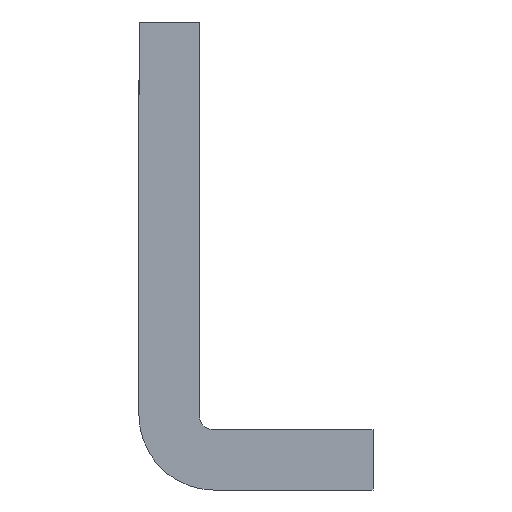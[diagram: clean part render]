
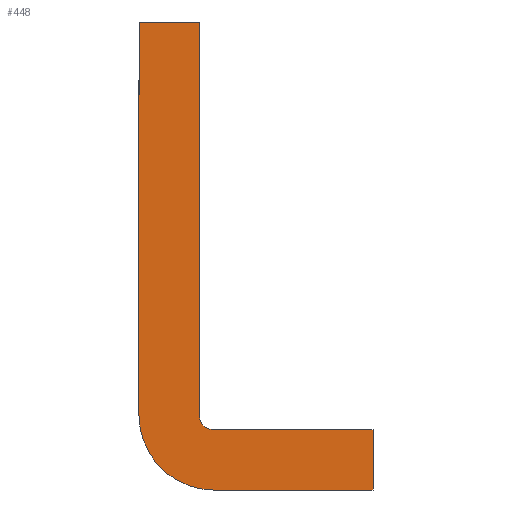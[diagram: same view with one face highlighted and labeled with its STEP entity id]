
A CAD part, left-side view. The second image highlights one B-rep face of the part: STEP entity #448.
In plain terms, the highlighted planar face has unit normal (-1, 0, 0).
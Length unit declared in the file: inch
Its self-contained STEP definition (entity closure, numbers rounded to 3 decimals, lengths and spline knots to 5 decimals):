
#172 = EDGE_CURVE ( 'NONE', #1354, #3017, #866, .T. ) ;
#178 = ORIENTED_EDGE ( 'NONE', *, *, #2696, .F. ) ;
#448 = ADVANCED_FACE ( 'NONE', ( #4177 ), #5317, .F. ) ;
#461 = EDGE_CURVE ( 'NONE', #4403, #1225, #2153, .T. ) ;
#601 = EDGE_CURVE ( 'NONE', #2538, #4656, #919, .T. ) ;
#704 = ORIENTED_EDGE ( 'NONE', *, *, #2884, .F. ) ;
#782 = CARTESIAN_POINT ( 'NONE',  ( 0., 0.1285, 0. ) ) ;
#866 = LINE ( 'NONE', #3533, #4986 ) ;
#919 = LINE ( 'NONE', #4342, #4119 ) ;
#1149 = VERTEX_POINT ( 'NONE', #1708 ) ;
#1224 = EDGE_CURVE ( 'NONE', #3017, #2538, #2182, .T. ) ;
#1225 = VERTEX_POINT ( 'NONE', #3392 ) ;
#1250 = CARTESIAN_POINT ( 'NONE',  ( 0., -0.03125, -0.8715 ) ) ;
#1265 = VECTOR ( 'NONE', #1865, 39.37008 ) ;
#1274 = CARTESIAN_POINT ( 'NONE',  ( 0., -0.03125, -0.84025 ) ) ;
#1354 = VERTEX_POINT ( 'NONE', #1825 ) ;
#1373 = DIRECTION ( 'NONE',  ( 0., 0., -1. ) ) ;
#1377 = DIRECTION ( 'NONE',  ( 0., 0., -1. ) ) ;
#1432 = EDGE_CURVE ( 'NONE', #4656, #1149, #4526, .T. ) ;
#1442 = DIRECTION ( 'NONE',  ( 0., 1., 0. ) ) ;
#1555 = DIRECTION ( 'NONE',  ( 0., 0., -1. ) ) ;
#1564 = VERTEX_POINT ( 'NONE', #3189 ) ;
#1708 = CARTESIAN_POINT ( 'NONE',  ( 0., 0., 0. ) ) ;
#1725 = ORIENTED_EDGE ( 'NONE', *, *, #1224, .F. ) ;
#1825 = CARTESIAN_POINT ( 'NONE',  ( 0., -0.3715, -1. ) ) ;
#1865 = DIRECTION ( 'NONE',  ( 0., -1., 0. ) ) ;
#1920 = CARTESIAN_POINT ( 'NONE',  ( 0., -0.03125, -1. ) ) ;
#1926 = EDGE_CURVE ( 'NONE', #1564, #1354, #4459, .T. ) ;
#2054 = ORIENTED_EDGE ( 'NONE', *, *, #461, .F. ) ;
#2126 = ORIENTED_EDGE ( 'NONE', *, *, #1432, .F. ) ;
#2153 = CIRCLE ( 'NONE', #4782, 0.03125 ) ;
#2158 = CARTESIAN_POINT ( 'NONE',  ( 0., -0.03125, -0.84025 ) ) ;
#2182 = CIRCLE ( 'NONE', #5274, 0.15975 ) ;
#2277 = CARTESIAN_POINT ( 'NONE',  ( 0., 0., -0.84025 ) ) ;
#2536 = ORIENTED_EDGE ( 'NONE', *, *, #601, .F. ) ;
#2538 = VERTEX_POINT ( 'NONE', #3141 ) ;
#2583 = DIRECTION ( 'NONE',  ( 0., 0., -1. ) ) ;
#2696 = EDGE_CURVE ( 'NONE', #1225, #1564, #3776, .T. ) ;
#2884 = EDGE_CURVE ( 'NONE', #1149, #4403, #5040, .T. ) ;
#2892 = ORIENTED_EDGE ( 'NONE', *, *, #1926, .F. ) ;
#3017 = VERTEX_POINT ( 'NONE', #1920 ) ;
#3141 = CARTESIAN_POINT ( 'NONE',  ( 0., 0.1285, -0.84025 ) ) ;
#3183 = EDGE_LOOP ( 'NONE', ( #1725, #3295, #2892, #178, #2054, #704, #2126, #2536 ) ) ;
#3189 = CARTESIAN_POINT ( 'NONE',  ( 0., -0.3715, -0.8715 ) ) ;
#3295 = ORIENTED_EDGE ( 'NONE', *, *, #172, .F. ) ;
#3392 = CARTESIAN_POINT ( 'NONE',  ( 0., -0.03125, -0.8715 ) ) ;
#3462 = DIRECTION ( 'NONE',  ( 0., 0., 1. ) ) ;
#3519 = CARTESIAN_POINT ( 'NONE',  ( 0., 0.1285, 0. ) ) ;
#3533 = CARTESIAN_POINT ( 'NONE',  ( 0., -0.03125, -1. ) ) ;
#3693 = CARTESIAN_POINT ( 'NONE',  ( 0., -0.03125, -0.84025 ) ) ;
#3776 = LINE ( 'NONE', #1250, #4766 ) ;
#3961 = VECTOR ( 'NONE', #1377, 39.37008 ) ;
#4119 = VECTOR ( 'NONE', #3462, 39.37008 ) ;
#4163 = DIRECTION ( 'NONE',  ( 0., -1., 0. ) ) ;
#4177 = FACE_OUTER_BOUND ( 'NONE', #3183, .T. ) ;
#4278 = CARTESIAN_POINT ( 'NONE',  ( 0., -0.3715, -1. ) ) ;
#4342 = CARTESIAN_POINT ( 'NONE',  ( 0., 0.1285, -0.84025 ) ) ;
#4403 = VERTEX_POINT ( 'NONE', #2277 ) ;
#4459 = LINE ( 'NONE', #4278, #5016 ) ;
#4526 = LINE ( 'NONE', #3519, #1265 ) ;
#4536 = DIRECTION ( 'NONE',  ( -1., 0., 0. ) ) ;
#4555 = DIRECTION ( 'NONE',  ( 1., 0., 0. ) ) ;
#4656 = VERTEX_POINT ( 'NONE', #782 ) ;
#4753 = CARTESIAN_POINT ( 'NONE',  ( 0., 0., -0.84025 ) ) ;
#4766 = VECTOR ( 'NONE', #4163, 39.37008 ) ;
#4782 = AXIS2_PLACEMENT_3D ( 'NONE', #3693, #4536, #4836 ) ;
#4836 = DIRECTION ( 'NONE',  ( 0., 0., -1. ) ) ;
#4986 = VECTOR ( 'NONE', #1442, 39.37008 ) ;
#5016 = VECTOR ( 'NONE', #1373, 39.37008 ) ;
#5040 = LINE ( 'NONE', #4753, #3961 ) ;
#5078 = AXIS2_PLACEMENT_3D ( 'NONE', #1274, #4555, #1555 ) ;
#5103 = DIRECTION ( 'NONE',  ( 1., 0., 0. ) ) ;
#5274 = AXIS2_PLACEMENT_3D ( 'NONE', #2158, #5103, #2583 ) ;
#5317 = PLANE ( 'NONE',  #5078 ) ;
